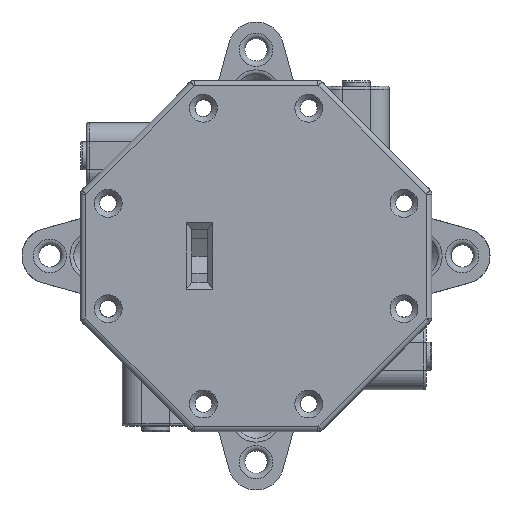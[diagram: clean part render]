
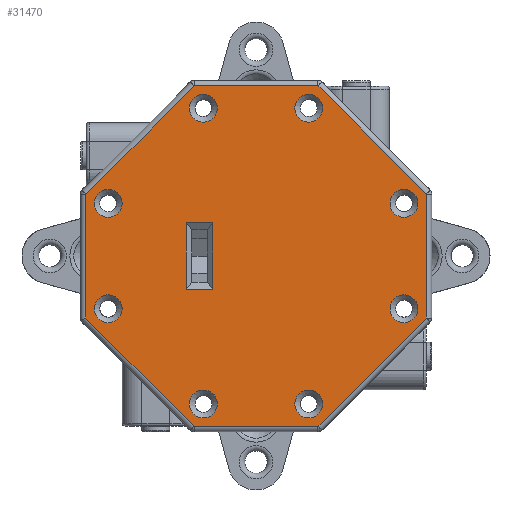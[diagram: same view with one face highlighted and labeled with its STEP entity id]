
A CAD part, front view. The second image highlights one B-rep face of the part: STEP entity #31470.
In plain terms, the highlighted face is planar.
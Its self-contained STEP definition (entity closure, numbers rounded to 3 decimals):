
#936=FACE_BOUND('',#11971,.T.);
#937=FACE_BOUND('',#11972,.T.);
#938=FACE_BOUND('',#11973,.T.);
#939=FACE_BOUND('',#11974,.T.);
#940=FACE_BOUND('',#11975,.T.);
#941=FACE_BOUND('',#11976,.T.);
#942=FACE_BOUND('',#11977,.T.);
#943=FACE_BOUND('',#11978,.T.);
#944=FACE_BOUND('',#11979,.T.);
#1284=PLANE('',#33732);
#2626=LINE('',#49520,#5548);
#2630=LINE('',#49529,#5552);
#2635=LINE('',#49537,#5557);
#2637=LINE('',#49540,#5559);
#2641=LINE('',#49548,#5563);
#2642=LINE('',#49550,#5564);
#2643=LINE('',#49552,#5565);
#2644=LINE('',#49554,#5566);
#2645=LINE('',#49556,#5567);
#2646=LINE('',#49558,#5568);
#2647=LINE('',#49560,#5569);
#2648=LINE('',#49561,#5570);
#5548=VECTOR('',#38104,10.);
#5552=VECTOR('',#38110,10.);
#5557=VECTOR('',#38117,10.);
#5559=VECTOR('',#38121,10.);
#5563=VECTOR('',#38129,10.);
#5564=VECTOR('',#38130,10.);
#5565=VECTOR('',#38131,10.);
#5566=VECTOR('',#38132,10.);
#5567=VECTOR('',#38133,10.);
#5568=VECTOR('',#38134,10.);
#5569=VECTOR('',#38135,10.);
#5570=VECTOR('',#38136,10.);
#8168=CIRCLE('',#33733,2.5);
#8169=CIRCLE('',#33734,2.5);
#8170=CIRCLE('',#33735,2.5);
#8171=CIRCLE('',#33736,2.5);
#8172=CIRCLE('',#33737,2.5);
#8173=CIRCLE('',#33738,2.5);
#8174=CIRCLE('',#33739,2.5);
#8175=CIRCLE('',#33740,2.5);
#10103=FACE_OUTER_BOUND('',#11970,.T.);
#11970=EDGE_LOOP('',(#23384,#23385,#23386,#23387,#23388,#23389,#23390,#23391));
#11971=EDGE_LOOP('',(#23392));
#11972=EDGE_LOOP('',(#23393));
#11973=EDGE_LOOP('',(#23394));
#11974=EDGE_LOOP('',(#23395));
#11975=EDGE_LOOP('',(#23396));
#11976=EDGE_LOOP('',(#23397));
#11977=EDGE_LOOP('',(#23398));
#11978=EDGE_LOOP('',(#23399));
#11979=EDGE_LOOP('',(#23400,#23401,#23402,#23403));
#14637=VERTEX_POINT('',#49518);
#14638=VERTEX_POINT('',#49519);
#14641=VERTEX_POINT('',#49527);
#14642=VERTEX_POINT('',#49528);
#14645=VERTEX_POINT('',#49546);
#14646=VERTEX_POINT('',#49547);
#14647=VERTEX_POINT('',#49549);
#14648=VERTEX_POINT('',#49551);
#14649=VERTEX_POINT('',#49553);
#14650=VERTEX_POINT('',#49555);
#14651=VERTEX_POINT('',#49557);
#14652=VERTEX_POINT('',#49559);
#14653=VERTEX_POINT('',#49562);
#14654=VERTEX_POINT('',#49564);
#14655=VERTEX_POINT('',#49566);
#14656=VERTEX_POINT('',#49568);
#14657=VERTEX_POINT('',#49570);
#14658=VERTEX_POINT('',#49572);
#14659=VERTEX_POINT('',#49574);
#14660=VERTEX_POINT('',#49576);
#17883=EDGE_CURVE('',#14637,#14638,#2626,.T.);
#17887=EDGE_CURVE('',#14641,#14642,#2630,.T.);
#17892=EDGE_CURVE('',#14642,#14637,#2635,.T.);
#17894=EDGE_CURVE('',#14638,#14641,#2637,.T.);
#17898=EDGE_CURVE('',#14645,#14646,#2641,.T.);
#17899=EDGE_CURVE('',#14647,#14645,#2642,.T.);
#17900=EDGE_CURVE('',#14648,#14647,#2643,.T.);
#17901=EDGE_CURVE('',#14649,#14648,#2644,.T.);
#17902=EDGE_CURVE('',#14650,#14649,#2645,.T.);
#17903=EDGE_CURVE('',#14651,#14650,#2646,.T.);
#17904=EDGE_CURVE('',#14652,#14651,#2647,.T.);
#17905=EDGE_CURVE('',#14646,#14652,#2648,.T.);
#17906=EDGE_CURVE('',#14653,#14653,#8168,.T.);
#17907=EDGE_CURVE('',#14654,#14654,#8169,.T.);
#17908=EDGE_CURVE('',#14655,#14655,#8170,.T.);
#17909=EDGE_CURVE('',#14656,#14656,#8171,.T.);
#17910=EDGE_CURVE('',#14657,#14657,#8172,.T.);
#17911=EDGE_CURVE('',#14658,#14658,#8173,.T.);
#17912=EDGE_CURVE('',#14659,#14659,#8174,.T.);
#17913=EDGE_CURVE('',#14660,#14660,#8175,.T.);
#23384=ORIENTED_EDGE('',*,*,#17898,.F.);
#23385=ORIENTED_EDGE('',*,*,#17899,.F.);
#23386=ORIENTED_EDGE('',*,*,#17900,.F.);
#23387=ORIENTED_EDGE('',*,*,#17901,.F.);
#23388=ORIENTED_EDGE('',*,*,#17902,.F.);
#23389=ORIENTED_EDGE('',*,*,#17903,.F.);
#23390=ORIENTED_EDGE('',*,*,#17904,.F.);
#23391=ORIENTED_EDGE('',*,*,#17905,.F.);
#23392=ORIENTED_EDGE('',*,*,#17906,.F.);
#23393=ORIENTED_EDGE('',*,*,#17907,.F.);
#23394=ORIENTED_EDGE('',*,*,#17908,.F.);
#23395=ORIENTED_EDGE('',*,*,#17909,.F.);
#23396=ORIENTED_EDGE('',*,*,#17910,.F.);
#23397=ORIENTED_EDGE('',*,*,#17911,.F.);
#23398=ORIENTED_EDGE('',*,*,#17912,.F.);
#23399=ORIENTED_EDGE('',*,*,#17913,.F.);
#23400=ORIENTED_EDGE('',*,*,#17887,.F.);
#23401=ORIENTED_EDGE('',*,*,#17894,.F.);
#23402=ORIENTED_EDGE('',*,*,#17883,.F.);
#23403=ORIENTED_EDGE('',*,*,#17892,.F.);
#31470=ADVANCED_FACE('',(#10103,#936,#937,#938,#939,#940,#941,#942,#943,
#944),#1284,.T.);
#33732=AXIS2_PLACEMENT_3D('',#49545,#38127,#38128);
#33733=AXIS2_PLACEMENT_3D('',#49563,#38137,#38138);
#33734=AXIS2_PLACEMENT_3D('',#49565,#38139,#38140);
#33735=AXIS2_PLACEMENT_3D('',#49567,#38141,#38142);
#33736=AXIS2_PLACEMENT_3D('',#49569,#38143,#38144);
#33737=AXIS2_PLACEMENT_3D('',#49571,#38145,#38146);
#33738=AXIS2_PLACEMENT_3D('',#49573,#38147,#38148);
#33739=AXIS2_PLACEMENT_3D('',#49575,#38149,#38150);
#33740=AXIS2_PLACEMENT_3D('',#49577,#38151,#38152);
#38104=DIRECTION('',(1.,0.,0.));
#38110=DIRECTION('',(-1.,0.,0.));
#38117=DIRECTION('',(0.,0.,1.));
#38121=DIRECTION('',(0.,0.,-1.));
#38127=DIRECTION('center_axis',(0.,1.,0.));
#38128=DIRECTION('ref_axis',(0.,0.,1.));
#38129=DIRECTION('',(-0.707,0.,0.707));
#38130=DIRECTION('',(0.,0.,1.));
#38131=DIRECTION('',(0.707,0.,0.707));
#38132=DIRECTION('',(1.,0.,0.));
#38133=DIRECTION('',(0.707,0.,-0.707));
#38134=DIRECTION('',(0.,0.,-1.));
#38135=DIRECTION('',(-0.707,0.,-0.707));
#38136=DIRECTION('',(-1.,0.,0.));
#38137=DIRECTION('center_axis',(0.,1.,0.));
#38138=DIRECTION('ref_axis',(-1.,0.,0.));
#38139=DIRECTION('center_axis',(0.,1.,0.));
#38140=DIRECTION('ref_axis',(0.,0.,-1.));
#38141=DIRECTION('center_axis',(0.,1.,0.));
#38142=DIRECTION('ref_axis',(1.,0.,0.));
#38143=DIRECTION('center_axis',(0.,1.,0.));
#38144=DIRECTION('ref_axis',(0.,0.,1.));
#38145=DIRECTION('center_axis',(0.,1.,0.));
#38146=DIRECTION('ref_axis',(0.,0.,1.));
#38147=DIRECTION('center_axis',(0.,1.,0.));
#38148=DIRECTION('ref_axis',(1.,0.,0.));
#38149=DIRECTION('center_axis',(0.,1.,0.));
#38150=DIRECTION('ref_axis',(0.,0.,-1.));
#38151=DIRECTION('center_axis',(0.,1.,0.));
#38152=DIRECTION('ref_axis',(-1.,0.,0.));
#49518=CARTESIAN_POINT('',(-12.54,18.,5.995));
#49519=CARTESIAN_POINT('',(-7.74,18.,5.995));
#49520=CARTESIAN_POINT('',(-5.77,18.,5.995));
#49527=CARTESIAN_POINT('',(-7.74,18.,-6.002));
#49528=CARTESIAN_POINT('',(-12.54,18.,-6.002));
#49529=CARTESIAN_POINT('',(-5.77,18.,-6.002));
#49537=CARTESIAN_POINT('',(-12.54,18.,-0.002));
#49540=CARTESIAN_POINT('',(-7.74,18.,-0.002));
#49545=CARTESIAN_POINT('Origin',(0.,18.,0.));
#49546=CARTESIAN_POINT('',(30.54,18.,11.115));
#49547=CARTESIAN_POINT('',(11.115,18.,30.54));
#49548=CARTESIAN_POINT('',(15.825,18.,25.83));
#49549=CARTESIAN_POINT('',(30.54,18.,-11.115));
#49550=CARTESIAN_POINT('',(30.54,18.,5.765));
#49551=CARTESIAN_POINT('',(11.115,18.,-30.54));
#49552=CARTESIAN_POINT('',(25.83,18.,-15.825));
#49553=CARTESIAN_POINT('',(-11.115,18.,-30.54));
#49554=CARTESIAN_POINT('',(5.765,18.,-30.54));
#49555=CARTESIAN_POINT('',(-30.54,18.,-11.115));
#49556=CARTESIAN_POINT('',(-15.825,18.,-25.83));
#49557=CARTESIAN_POINT('',(-30.54,18.,11.115));
#49558=CARTESIAN_POINT('',(-30.54,18.,-5.765));
#49559=CARTESIAN_POINT('',(-11.115,18.,30.54));
#49560=CARTESIAN_POINT('',(-25.83,18.,15.825));
#49561=CARTESIAN_POINT('',(-5.765,18.,30.54));
#49562=CARTESIAN_POINT('',(29.04,18.,-9.459));
#49563=CARTESIAN_POINT('Origin',(26.54,18.,-9.459));
#49564=CARTESIAN_POINT('',(9.459,18.,29.04));
#49565=CARTESIAN_POINT('Origin',(9.459,18.,26.54));
#49566=CARTESIAN_POINT('',(-29.04,18.,9.459));
#49567=CARTESIAN_POINT('Origin',(-26.54,18.,9.459));
#49568=CARTESIAN_POINT('',(-9.459,18.,-29.04));
#49569=CARTESIAN_POINT('Origin',(-9.459,18.,-26.54));
#49570=CARTESIAN_POINT('',(9.459,18.,-29.04));
#49571=CARTESIAN_POINT('Origin',(9.459,18.,-26.54));
#49572=CARTESIAN_POINT('',(-29.04,18.,-9.458));
#49573=CARTESIAN_POINT('Origin',(-26.54,18.,-9.458));
#49574=CARTESIAN_POINT('',(-9.458,18.,29.04));
#49575=CARTESIAN_POINT('Origin',(-9.458,18.,26.54));
#49576=CARTESIAN_POINT('',(29.04,18.,9.459));
#49577=CARTESIAN_POINT('Origin',(26.54,18.,9.459));
